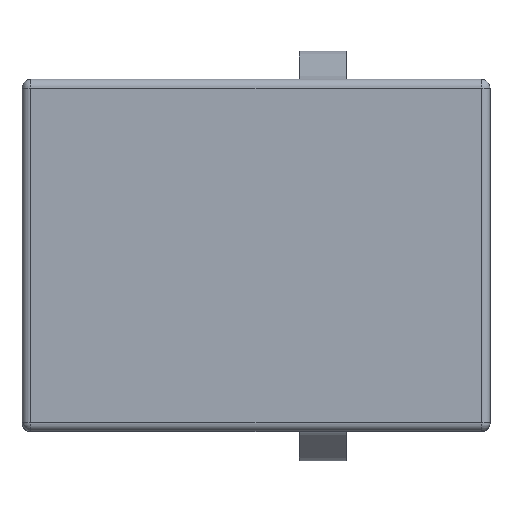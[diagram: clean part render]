
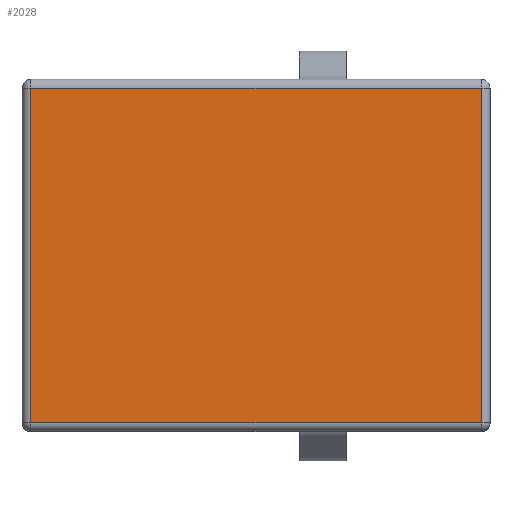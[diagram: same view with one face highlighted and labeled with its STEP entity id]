
A CAD part, top view. The second image highlights one B-rep face of the part: STEP entity #2028.
In plain terms, the highlighted planar face has unit normal (0, 0, 1).
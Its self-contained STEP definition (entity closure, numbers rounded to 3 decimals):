
#40 = CARTESIAN_POINT ( 'NONE',  ( 16., 0.3, 0. ) ) ;
#282 = DIRECTION ( 'NONE',  ( 1., 0., 0. ) ) ;
#400 = CARTESIAN_POINT ( 'NONE',  ( 15.7, 0.3, 0. ) ) ;
#454 = CARTESIAN_POINT ( 'NONE',  ( 0.3, 0.3, 0. ) ) ;
#492 = VERTEX_POINT ( 'NONE', #2199 ) ;
#516 = DIRECTION ( 'NONE',  ( -1., 0., 0. ) ) ;
#602 = ORIENTED_EDGE ( 'NONE', *, *, #3138, .T. ) ;
#808 = EDGE_LOOP ( 'NONE', ( #602, #1255, #2327, #879 ) ) ;
#879 = ORIENTED_EDGE ( 'NONE', *, *, #2853, .T. ) ;
#915 = EDGE_CURVE ( 'NONE', #492, #969, #2145, .T. ) ;
#923 = VECTOR ( 'NONE', #282, 1000. ) ;
#969 = VERTEX_POINT ( 'NONE', #1758 ) ;
#1020 = CARTESIAN_POINT ( 'NONE',  ( 16., 11.74, 0. ) ) ;
#1166 = LINE ( 'NONE', #2980, #1723 ) ;
#1209 = CARTESIAN_POINT ( 'NONE',  ( 16., 0., 0. ) ) ;
#1239 = DIRECTION ( 'NONE',  ( -1., 0., 0. ) ) ;
#1255 = ORIENTED_EDGE ( 'NONE', *, *, #2111, .T. ) ;
#1302 = DIRECTION ( 'NONE',  ( 0., 1., 0. ) ) ;
#1579 = LINE ( 'NONE', #40, #923 ) ;
#1723 = VECTOR ( 'NONE', #1302, 1000. ) ;
#1758 = CARTESIAN_POINT ( 'NONE',  ( 0.3, 11.74, 0. ) ) ;
#2028 = ADVANCED_FACE ( 'NONE', ( #2032 ), #2669, .F. ) ;
#2032 = FACE_OUTER_BOUND ( 'NONE', #808, .T. ) ;
#2111 = EDGE_CURVE ( 'NONE', #2921, #492, #1166, .T. ) ;
#2145 = LINE ( 'NONE', #1020, #2699 ) ;
#2199 = CARTESIAN_POINT ( 'NONE',  ( 15.7, 11.74, 0. ) ) ;
#2252 = VECTOR ( 'NONE', #3055, 1000. ) ;
#2305 = AXIS2_PLACEMENT_3D ( 'NONE', #1209, #3127, #1239 ) ;
#2327 = ORIENTED_EDGE ( 'NONE', *, *, #915, .T. ) ;
#2335 = CARTESIAN_POINT ( 'NONE',  ( 0.3, 0., 0. ) ) ;
#2669 = PLANE ( 'NONE',  #2305 ) ;
#2699 = VECTOR ( 'NONE', #516, 1000. ) ;
#2853 = EDGE_CURVE ( 'NONE', #969, #3141, #2884, .T. ) ;
#2884 = LINE ( 'NONE', #2335, #2252 ) ;
#2921 = VERTEX_POINT ( 'NONE', #400 ) ;
#2980 = CARTESIAN_POINT ( 'NONE',  ( 15.7, 0., 0. ) ) ;
#3055 = DIRECTION ( 'NONE',  ( 0., -1., 0. ) ) ;
#3127 = DIRECTION ( 'NONE',  ( 0., 0., -1. ) ) ;
#3138 = EDGE_CURVE ( 'NONE', #3141, #2921, #1579, .T. ) ;
#3141 = VERTEX_POINT ( 'NONE', #454 ) ;
